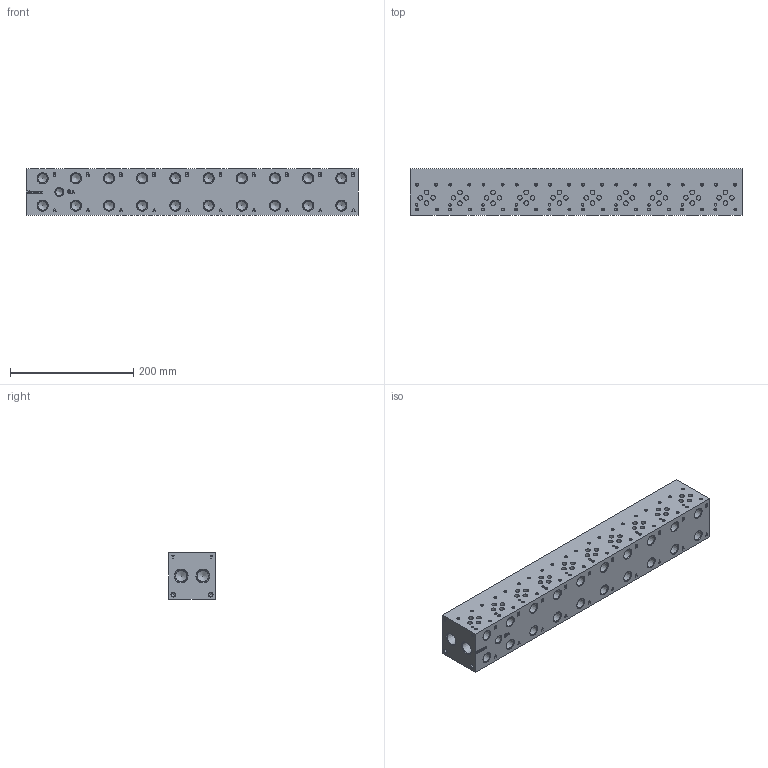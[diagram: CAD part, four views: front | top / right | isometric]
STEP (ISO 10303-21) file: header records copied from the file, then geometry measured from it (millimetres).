
FILE_DESCRIPTION( ( 'STEP AP214' ), ' ' );
FILE_NAME( 'AD03P102P.stp', '2018-04-23T18:07:46', ( '' ), ( '' ), ' ', 'PARTsolutions', ' ' );
FILE_SCHEMA( ( 'AUTOMOTIVE_DESIGN { 1 0 10303 214 1 1 1 1 }' ) );
Length unit declared in the file: inch
Products named in the file (1): _AD03P102P
Bounding box: 539.75 x 76.2 x 76.2 mm (x, y, z)
Volume: 2999247.7 mm3; surface area: 217915.5 mm2
Topology: 1 solids, 1 shells, 789 faces, 1878 edges, 1208 vertices
Faces by surface type: plane 445, cylinder 181, cone 163
Full cylindrical faces by diameter (mm): 3.68 x40, 4.013 x10, 6.411 x4, 7.493 x40
Entity records: 27241 total; most frequent: DIRECTION 3607, CARTESIAN_POINT 3538, ORIENTED_EDGE 3092, EDGE_CURVE 1546, AXIS2_PLACEMENT_3D 1271, VERTEX_POINT 1202, EDGE_LOOP 1163, LINE 1065
